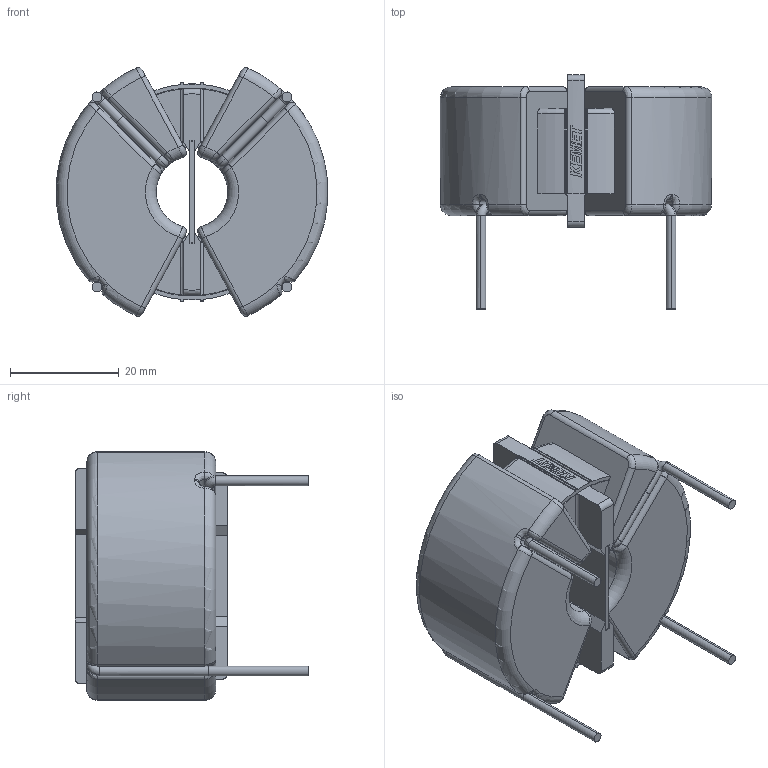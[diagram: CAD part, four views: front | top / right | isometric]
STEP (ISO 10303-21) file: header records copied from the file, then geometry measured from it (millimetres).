
FILE_DESCRIPTION (( 'STEP AP214' ), '1' );
FILE_NAME ('SC-15-200.STEP', '2019-01-31T06:37:40', ( '' ), ( '' ), 'SwSTEP 2.0', 'SolidWorks 2018', '' );
FILE_SCHEMA (( 'AUTOMOTIVE_DESIGN' ));
Length unit declared in the file: millimetre
Products named in the file (1): SC-15-200
Bounding box: 49.97 x 43 x 45.73 mm (x, y, z)
Volume: 38224.7 mm3; surface area: 12592.2 mm2
Topology: 1 solids, 1 shells, 369 faces, 988 edges, 624 vertices
Faces by surface type: plane 131, cylinder 121, torus 61, bspline 48, cone 8
Entity records: 18212 total; most frequent: CARTESIAN_POINT 5431, ORIENTED_EDGE 1976, DIRECTION 1681, EDGE_CURVE 988, AXIS2_PLACEMENT_3D 648, VERTEX_POINT 624, LINE 385, VECTOR 385
